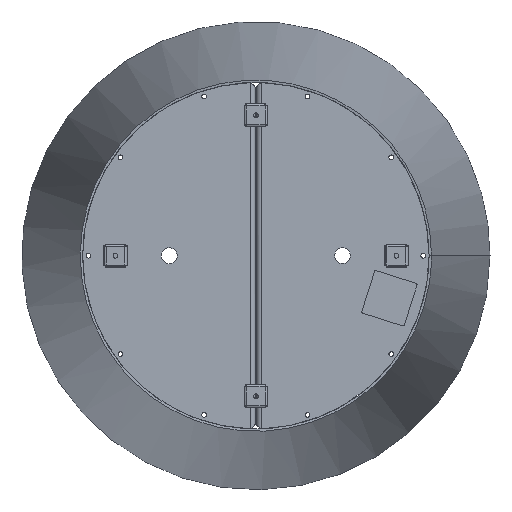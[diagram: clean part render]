
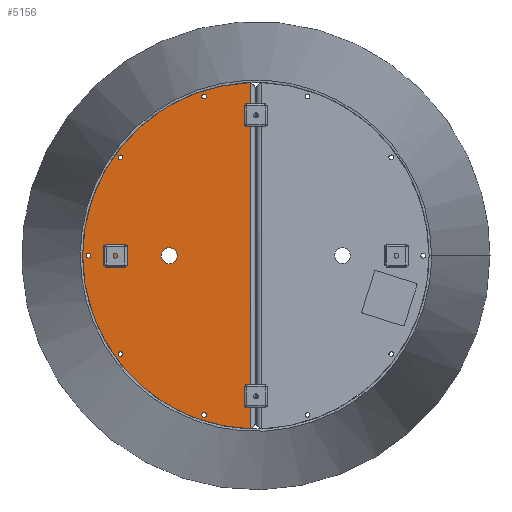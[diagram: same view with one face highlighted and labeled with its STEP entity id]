
A CAD part, front view. The second image highlights one B-rep face of the part: STEP entity #5156.
In plain terms, the highlighted planar face has unit normal (0, -1, 0).
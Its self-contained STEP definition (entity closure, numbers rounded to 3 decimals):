
#1 = AXIS2_PLACEMENT_3D ( 'NONE', #608, #3879, #3845 ) ;
#5 = CARTESIAN_POINT ( 'NONE',  ( 0., -4., 0. ) ) ;
#12 = CARTESIAN_POINT ( 'NONE',  ( -88.379, -4., -276.002 ) ) ;
#25 = CARTESIAN_POINT ( 'NONE',  ( -88.379, -4., -272.002 ) ) ;
#65 = CARTESIAN_POINT ( 'NONE',  ( -286., -4., 4. ) ) ;
#107 = EDGE_CURVE ( 'NONE', #5157, #4600, #579, .T. ) ;
#116 = EDGE_CURVE ( 'NONE', #3410, #3046, #3309, .T. ) ;
#127 = FACE_BOUND ( 'NONE', #4804, .T. ) ;
#190 = DIRECTION ( 'NONE',  ( 0., 0., 1. ) ) ;
#291 = CIRCLE ( 'NONE', #2418, 296. ) ;
#311 = DIRECTION ( 'NONE',  ( 0., 0., 1. ) ) ;
#312 = ORIENTED_EDGE ( 'NONE', *, *, #5196, .T. ) ;
#332 = EDGE_LOOP ( 'NONE', ( #5553, #4882 ) ) ;
#421 = DIRECTION ( 'NONE',  ( 0., 0., 1. ) ) ;
#431 = DIRECTION ( 'NONE',  ( 0., 1., 0. ) ) ;
#444 = DIRECTION ( 'NONE',  ( 0., 0., 1. ) ) ;
#476 = DIRECTION ( 'NONE',  ( 0., 1., 0. ) ) ;
#541 = ORIENTED_EDGE ( 'NONE', *, *, #107, .T. ) ;
#566 = CARTESIAN_POINT ( 'NONE',  ( -9., -4., -295.863 ) ) ;
#570 = CARTESIAN_POINT ( 'NONE',  ( -231.379, -4., 168.107 ) ) ;
#579 = CIRCLE ( 'NONE', #4976, 4. ) ;
#608 = CARTESIAN_POINT ( 'NONE',  ( -231.379, -4., -168.107 ) ) ;
#710 = AXIS2_PLACEMENT_3D ( 'NONE', #5, #3968, #5402 ) ;
#754 = AXIS2_PLACEMENT_3D ( 'NONE', #4341, #476, #1459 ) ;
#838 = EDGE_LOOP ( 'NONE', ( #541, #3811 ) ) ;
#858 = AXIS2_PLACEMENT_3D ( 'NONE', #2741, #1899, #311 ) ;
#1091 = VECTOR ( 'NONE', #444, 1000. ) ;
#1104 = ORIENTED_EDGE ( 'NONE', *, *, #2872, .T. ) ;
#1162 = CIRCLE ( 'NONE', #4650, 4. ) ;
#1217 = VERTEX_POINT ( 'NONE', #3513 ) ;
#1292 = CARTESIAN_POINT ( 'NONE',  ( -88.379, -4., 268.002 ) ) ;
#1364 = CIRCLE ( 'NONE', #754, 4. ) ;
#1388 = ORIENTED_EDGE ( 'NONE', *, *, #5422, .T. ) ;
#1392 = DIRECTION ( 'NONE',  ( 0., 0., 1. ) ) ;
#1459 = DIRECTION ( 'NONE',  ( 0.588, 0., 0.809 ) ) ;
#1480 = VERTEX_POINT ( 'NONE', #3650 ) ;
#1516 = EDGE_LOOP ( 'NONE', ( #1865, #5150 ) ) ;
#1527 = CIRCLE ( 'NONE', #2428, 4. ) ;
#1579 = CIRCLE ( 'NONE', #5271, 4. ) ;
#1607 = CARTESIAN_POINT ( 'NONE',  ( -231.379, -4., -172.107 ) ) ;
#1855 = CARTESIAN_POINT ( 'NONE',  ( -148., -4., 13.5 ) ) ;
#1865 = ORIENTED_EDGE ( 'NONE', *, *, #3671, .T. ) ;
#1868 = AXIS2_PLACEMENT_3D ( 'NONE', #2307, #3742, #5077 ) ;
#1899 = DIRECTION ( 'NONE',  ( 0., 1., 0. ) ) ;
#1978 = CIRCLE ( 'NONE', #5986, 4. ) ;
#1983 = ORIENTED_EDGE ( 'NONE', *, *, #3877, .T. ) ;
#2013 = ORIENTED_EDGE ( 'NONE', *, *, #5951, .T. ) ;
#2051 = FACE_OUTER_BOUND ( 'NONE', #332, .T. ) ;
#2087 = DIRECTION ( 'NONE',  ( 0., 1., 0. ) ) ;
#2307 = CARTESIAN_POINT ( 'NONE',  ( -88.379, -4., -272.002 ) ) ;
#2418 = AXIS2_PLACEMENT_3D ( 'NONE', #4614, #2087, #3563 ) ;
#2428 = AXIS2_PLACEMENT_3D ( 'NONE', #570, #6049, #2755 ) ;
#2431 = CARTESIAN_POINT ( 'NONE',  ( -148., -4., -13.5 ) ) ;
#2467 = FACE_BOUND ( 'NONE', #1516, .T. ) ;
#2478 = CARTESIAN_POINT ( 'NONE',  ( -88.379, -4., 272.002 ) ) ;
#2551 = CARTESIAN_POINT ( 'NONE',  ( -88.379, -4., 272.002 ) ) ;
#2557 = FACE_BOUND ( 'NONE', #3144, .T. ) ;
#2561 = DIRECTION ( 'NONE',  ( -0.588, 0., 0.809 ) ) ;
#2577 = EDGE_CURVE ( 'NONE', #4646, #3752, #2673, .T. ) ;
#2579 = EDGE_CURVE ( 'NONE', #4552, #3228, #4474, .T. ) ;
#2673 = CIRCLE ( 'NONE', #1868, 4. ) ;
#2734 = EDGE_CURVE ( 'NONE', #3399, #3384, #1364, .T. ) ;
#2741 = CARTESIAN_POINT ( 'NONE',  ( -148., -4., 0. ) ) ;
#2755 = DIRECTION ( 'NONE',  ( 0.588, 0., 0.809 ) ) ;
#2872 = EDGE_CURVE ( 'NONE', #3855, #1480, #1978, .T. ) ;
#2922 = EDGE_LOOP ( 'NONE', ( #2013, #1104 ) ) ;
#2995 = CIRCLE ( 'NONE', #4589, 13.5 ) ;
#3046 = VERTEX_POINT ( 'NONE', #5772 ) ;
#3111 = AXIS2_PLACEMENT_3D ( 'NONE', #4955, #3615, #190 ) ;
#3114 = CARTESIAN_POINT ( 'NONE',  ( -231.379, -4., -168.107 ) ) ;
#3144 = EDGE_LOOP ( 'NONE', ( #5950, #4054 ) ) ;
#3220 = CARTESIAN_POINT ( 'NONE',  ( -148., -4., 0. ) ) ;
#3228 = VERTEX_POINT ( 'NONE', #2431 ) ;
#3250 = EDGE_LOOP ( 'NONE', ( #1983, #1388 ) ) ;
#3309 = LINE ( 'NONE', #4742, #1091 ) ;
#3384 = VERTEX_POINT ( 'NONE', #5366 ) ;
#3399 = VERTEX_POINT ( 'NONE', #4456 ) ;
#3408 = DIRECTION ( 'NONE',  ( 0., 1., 0. ) ) ;
#3410 = VERTEX_POINT ( 'NONE', #566 ) ;
#3513 = CARTESIAN_POINT ( 'NONE',  ( -88.379, -4., 276.002 ) ) ;
#3563 = DIRECTION ( 'NONE',  ( 0., 0., 1. ) ) ;
#3615 = DIRECTION ( 'NONE',  ( 0., 1., 0. ) ) ;
#3650 = CARTESIAN_POINT ( 'NONE',  ( -231.379, -4., -164.107 ) ) ;
#3671 = EDGE_CURVE ( 'NONE', #3752, #4646, #1162, .T. ) ;
#3720 = DIRECTION ( 'NONE',  ( 0., 1., 0. ) ) ;
#3742 = DIRECTION ( 'NONE',  ( 0., 1., 0. ) ) ;
#3752 = VERTEX_POINT ( 'NONE', #4666 ) ;
#3778 = CARTESIAN_POINT ( 'NONE',  ( -286., -4., -4. ) ) ;
#3811 = ORIENTED_EDGE ( 'NONE', *, *, #6095, .T. ) ;
#3845 = DIRECTION ( 'NONE',  ( -0.588, 0., 0.809 ) ) ;
#3855 = VERTEX_POINT ( 'NONE', #1607 ) ;
#3877 = EDGE_CURVE ( 'NONE', #1217, #4049, #1579, .T. ) ;
#3879 = DIRECTION ( 'NONE',  ( 0., 1., 0. ) ) ;
#3909 = PLANE ( 'NONE',  #710 ) ;
#3968 = DIRECTION ( 'NONE',  ( 0., 1., 0. ) ) ;
#4049 = VERTEX_POINT ( 'NONE', #1292 ) ;
#4054 = ORIENTED_EDGE ( 'NONE', *, *, #5697, .T. ) ;
#4076 = ORIENTED_EDGE ( 'NONE', *, *, #2734, .T. ) ;
#4320 = CIRCLE ( 'NONE', #5927, 4. ) ;
#4341 = CARTESIAN_POINT ( 'NONE',  ( -231.379, -4., 168.107 ) ) ;
#4370 = FACE_BOUND ( 'NONE', #838, .T. ) ;
#4379 = DIRECTION ( 'NONE',  ( 0.951, 0., 0.309 ) ) ;
#4402 = FACE_BOUND ( 'NONE', #2922, .T. ) ;
#4456 = CARTESIAN_POINT ( 'NONE',  ( -231.379, -4., 172.107 ) ) ;
#4474 = CIRCLE ( 'NONE', #858, 13.5 ) ;
#4552 = VERTEX_POINT ( 'NONE', #1855 ) ;
#4589 = AXIS2_PLACEMENT_3D ( 'NONE', #3220, #3720, #421 ) ;
#4600 = VERTEX_POINT ( 'NONE', #3778 ) ;
#4614 = CARTESIAN_POINT ( 'NONE',  ( 0., -4., 0. ) ) ;
#4646 = VERTEX_POINT ( 'NONE', #12 ) ;
#4650 = AXIS2_PLACEMENT_3D ( 'NONE', #25, #431, #4729 ) ;
#4666 = CARTESIAN_POINT ( 'NONE',  ( -88.379, -4., -268.002 ) ) ;
#4709 = CARTESIAN_POINT ( 'NONE',  ( -286., -4., 0. ) ) ;
#4729 = DIRECTION ( 'NONE',  ( -0.951, 0., 0.309 ) ) ;
#4742 = CARTESIAN_POINT ( 'NONE',  ( -9., -4., -296. ) ) ;
#4804 = EDGE_LOOP ( 'NONE', ( #4076, #312 ) ) ;
#4806 = CIRCLE ( 'NONE', #1, 4. ) ;
#4832 = FACE_BOUND ( 'NONE', #3250, .T. ) ;
#4882 = ORIENTED_EDGE ( 'NONE', *, *, #6155, .F. ) ;
#4955 = CARTESIAN_POINT ( 'NONE',  ( -286., -4., 0. ) ) ;
#4976 = AXIS2_PLACEMENT_3D ( 'NONE', #4709, #6165, #1392 ) ;
#5077 = DIRECTION ( 'NONE',  ( -0.951, 0., 0.309 ) ) ;
#5097 = CIRCLE ( 'NONE', #3111, 4. ) ;
#5150 = ORIENTED_EDGE ( 'NONE', *, *, #2577, .T. ) ;
#5156 = ADVANCED_FACE ( 'NONE', ( #127, #4832, #2467, #4402, #4370, #2557, #2051 ), #3909, .F. ) ;
#5157 = VERTEX_POINT ( 'NONE', #65 ) ;
#5196 = EDGE_CURVE ( 'NONE', #3384, #3399, #1527, .T. ) ;
#5271 = AXIS2_PLACEMENT_3D ( 'NONE', #2551, #5300, #5336 ) ;
#5300 = DIRECTION ( 'NONE',  ( 0., 1., 0. ) ) ;
#5336 = DIRECTION ( 'NONE',  ( 0.951, 0., 0.309 ) ) ;
#5366 = CARTESIAN_POINT ( 'NONE',  ( -231.379, -4., 164.107 ) ) ;
#5402 = DIRECTION ( 'NONE',  ( 0., 0., 1. ) ) ;
#5422 = EDGE_CURVE ( 'NONE', #4049, #1217, #4320, .T. ) ;
#5469 = DIRECTION ( 'NONE',  ( 0., 1., 0. ) ) ;
#5553 = ORIENTED_EDGE ( 'NONE', *, *, #116, .T. ) ;
#5697 = EDGE_CURVE ( 'NONE', #3228, #4552, #2995, .T. ) ;
#5772 = CARTESIAN_POINT ( 'NONE',  ( -9., -4., 295.863 ) ) ;
#5927 = AXIS2_PLACEMENT_3D ( 'NONE', #2478, #3408, #4379 ) ;
#5950 = ORIENTED_EDGE ( 'NONE', *, *, #2579, .T. ) ;
#5951 = EDGE_CURVE ( 'NONE', #1480, #3855, #4806, .T. ) ;
#5986 = AXIS2_PLACEMENT_3D ( 'NONE', #3114, #5469, #2561 ) ;
#6049 = DIRECTION ( 'NONE',  ( 0., 1., 0. ) ) ;
#6095 = EDGE_CURVE ( 'NONE', #4600, #5157, #5097, .T. ) ;
#6155 = EDGE_CURVE ( 'NONE', #3410, #3046, #291, .T. ) ;
#6165 = DIRECTION ( 'NONE',  ( 0., 1., 0. ) ) ;
